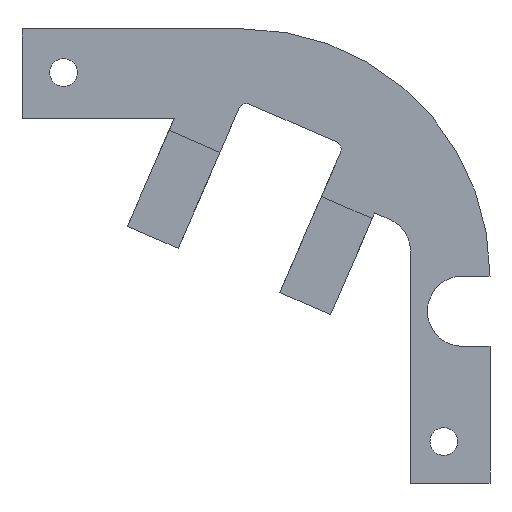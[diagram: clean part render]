
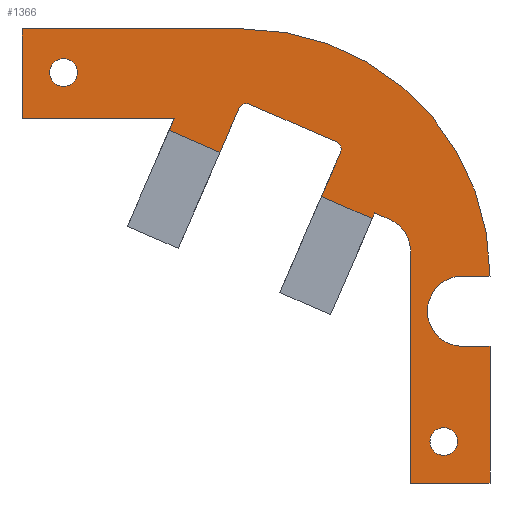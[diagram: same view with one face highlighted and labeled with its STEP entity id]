
A CAD part, front view. The second image highlights one B-rep face of the part: STEP entity #1366.
In plain terms, the highlighted planar face has unit normal (0, -1, 0).
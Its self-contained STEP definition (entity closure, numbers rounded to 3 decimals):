
#15=FACE_BOUND('',#159,.T.);
#16=FACE_BOUND('',#160,.T.);
#23=PLANE('',#1464);
#84=FACE_OUTER_BOUND('',#158,.T.);
#158=EDGE_LOOP('',(#959,#960,#961,#962,#963,#964,#965,#966,#967,#968,#969,
#970,#971,#972,#973,#974,#975,#976,#977,#978,#979,#980,#981,#982,#983,#984));
#159=EDGE_LOOP('',(#985));
#160=EDGE_LOOP('',(#986));
#241=LINE('',#1984,#407);
#242=LINE('',#1988,#408);
#243=LINE('',#1992,#409);
#244=LINE('',#1994,#410);
#245=LINE('',#1996,#411);
#246=LINE('',#1998,#412);
#247=LINE('',#2000,#413);
#248=LINE('',#2002,#414);
#249=LINE('',#2006,#415);
#250=LINE('',#2008,#416);
#251=LINE('',#2010,#417);
#252=LINE('',#2012,#418);
#253=LINE('',#2014,#419);
#254=LINE('',#2018,#420);
#255=LINE('',#2020,#421);
#256=LINE('',#2024,#422);
#257=LINE('',#2026,#423);
#258=LINE('',#2028,#424);
#259=LINE('',#2030,#425);
#260=LINE('',#2032,#426);
#261=LINE('',#2033,#427);
#407=VECTOR('',#1599,1000.);
#408=VECTOR('',#1602,1000.);
#409=VECTOR('',#1605,1000.);
#410=VECTOR('',#1606,1000.);
#411=VECTOR('',#1607,1000.);
#412=VECTOR('',#1608,1000.);
#413=VECTOR('',#1609,1000.);
#414=VECTOR('',#1610,1000.);
#415=VECTOR('',#1613,1000.);
#416=VECTOR('',#1614,1000.);
#417=VECTOR('',#1615,1000.);
#418=VECTOR('',#1616,1000.);
#419=VECTOR('',#1617,1000.);
#420=VECTOR('',#1620,1000.);
#421=VECTOR('',#1621,1000.);
#422=VECTOR('',#1624,1000.);
#423=VECTOR('',#1625,1000.);
#424=VECTOR('',#1626,1000.);
#425=VECTOR('',#1627,1000.);
#426=VECTOR('',#1628,1000.);
#427=VECTOR('',#1629,1000.);
#573=CIRCLE('',#1459,1.);
#575=CIRCLE('',#1462,1.);
#577=CIRCLE('',#1465,0.6);
#578=CIRCLE('',#1466,0.6);
#579=CIRCLE('',#1467,2.5);
#580=CIRCLE('',#1468,2.533);
#581=CIRCLE('',#1469,17.801);
#611=VERTEX_POINT('',#1970);
#613=VERTEX_POINT('',#1976);
#615=VERTEX_POINT('',#1982);
#616=VERTEX_POINT('',#1983);
#617=VERTEX_POINT('',#1985);
#618=VERTEX_POINT('',#1987);
#619=VERTEX_POINT('',#1989);
#620=VERTEX_POINT('',#1991);
#621=VERTEX_POINT('',#1993);
#622=VERTEX_POINT('',#1995);
#623=VERTEX_POINT('',#1997);
#624=VERTEX_POINT('',#1999);
#625=VERTEX_POINT('',#2001);
#626=VERTEX_POINT('',#2003);
#627=VERTEX_POINT('',#2005);
#628=VERTEX_POINT('',#2007);
#629=VERTEX_POINT('',#2009);
#630=VERTEX_POINT('',#2011);
#631=VERTEX_POINT('',#2013);
#632=VERTEX_POINT('',#2015);
#633=VERTEX_POINT('',#2017);
#634=VERTEX_POINT('',#2019);
#635=VERTEX_POINT('',#2021);
#636=VERTEX_POINT('',#2023);
#637=VERTEX_POINT('',#2025);
#638=VERTEX_POINT('',#2027);
#639=VERTEX_POINT('',#2029);
#640=VERTEX_POINT('',#2031);
#747=EDGE_CURVE('',#611,#611,#573,.T.);
#750=EDGE_CURVE('',#613,#613,#575,.T.);
#753=EDGE_CURVE('',#615,#616,#241,.T.);
#754=EDGE_CURVE('',#617,#615,#577,.T.);
#755=EDGE_CURVE('',#618,#617,#242,.T.);
#756=EDGE_CURVE('',#619,#618,#578,.T.);
#757=EDGE_CURVE('',#620,#619,#243,.T.);
#758=EDGE_CURVE('',#620,#621,#244,.T.);
#759=EDGE_CURVE('',#622,#621,#245,.T.);
#760=EDGE_CURVE('',#623,#622,#246,.T.);
#761=EDGE_CURVE('',#624,#623,#247,.T.);
#762=EDGE_CURVE('',#625,#624,#248,.T.);
#763=EDGE_CURVE('',#626,#625,#579,.T.);
#764=EDGE_CURVE('',#627,#626,#249,.T.);
#765=EDGE_CURVE('',#628,#627,#250,.T.);
#766=EDGE_CURVE('',#629,#628,#251,.T.);
#767=EDGE_CURVE('',#629,#630,#252,.T.);
#768=EDGE_CURVE('',#631,#630,#253,.T.);
#769=EDGE_CURVE('',#632,#631,#580,.T.);
#770=EDGE_CURVE('',#633,#632,#254,.T.);
#771=EDGE_CURVE('',#633,#634,#255,.T.);
#772=EDGE_CURVE('',#634,#635,#581,.T.);
#773=EDGE_CURVE('',#635,#636,#256,.T.);
#774=EDGE_CURVE('',#636,#637,#257,.T.);
#775=EDGE_CURVE('',#638,#637,#258,.T.);
#776=EDGE_CURVE('',#639,#638,#259,.T.);
#777=EDGE_CURVE('',#640,#639,#260,.T.);
#778=EDGE_CURVE('',#640,#616,#261,.T.);
#959=ORIENTED_EDGE('',*,*,#753,.F.);
#960=ORIENTED_EDGE('',*,*,#754,.F.);
#961=ORIENTED_EDGE('',*,*,#755,.F.);
#962=ORIENTED_EDGE('',*,*,#756,.F.);
#963=ORIENTED_EDGE('',*,*,#757,.F.);
#964=ORIENTED_EDGE('',*,*,#758,.T.);
#965=ORIENTED_EDGE('',*,*,#759,.F.);
#966=ORIENTED_EDGE('',*,*,#760,.F.);
#967=ORIENTED_EDGE('',*,*,#761,.F.);
#968=ORIENTED_EDGE('',*,*,#762,.F.);
#969=ORIENTED_EDGE('',*,*,#763,.F.);
#970=ORIENTED_EDGE('',*,*,#764,.F.);
#971=ORIENTED_EDGE('',*,*,#765,.F.);
#972=ORIENTED_EDGE('',*,*,#766,.F.);
#973=ORIENTED_EDGE('',*,*,#767,.T.);
#974=ORIENTED_EDGE('',*,*,#768,.F.);
#975=ORIENTED_EDGE('',*,*,#769,.F.);
#976=ORIENTED_EDGE('',*,*,#770,.F.);
#977=ORIENTED_EDGE('',*,*,#771,.T.);
#978=ORIENTED_EDGE('',*,*,#772,.T.);
#979=ORIENTED_EDGE('',*,*,#773,.T.);
#980=ORIENTED_EDGE('',*,*,#774,.T.);
#981=ORIENTED_EDGE('',*,*,#775,.F.);
#982=ORIENTED_EDGE('',*,*,#776,.F.);
#983=ORIENTED_EDGE('',*,*,#777,.F.);
#984=ORIENTED_EDGE('',*,*,#778,.T.);
#985=ORIENTED_EDGE('',*,*,#750,.F.);
#986=ORIENTED_EDGE('',*,*,#747,.F.);
#1366=ADVANCED_FACE('',(#84,#15,#16),#23,.F.);
#1459=AXIS2_PLACEMENT_3D('',#1971,#1585,#1586);
#1462=AXIS2_PLACEMENT_3D('',#1977,#1592,#1593);
#1464=AXIS2_PLACEMENT_3D('',#1981,#1597,#1598);
#1465=AXIS2_PLACEMENT_3D('',#1986,#1600,#1601);
#1466=AXIS2_PLACEMENT_3D('',#1990,#1603,#1604);
#1467=AXIS2_PLACEMENT_3D('',#2004,#1611,#1612);
#1468=AXIS2_PLACEMENT_3D('',#2016,#1618,#1619);
#1469=AXIS2_PLACEMENT_3D('',#2022,#1622,#1623);
#1585=DIRECTION('center_axis',(0.,-1.,0.));
#1586=DIRECTION('ref_axis',(0.,0.,-1.));
#1592=DIRECTION('center_axis',(0.,-1.,0.));
#1593=DIRECTION('ref_axis',(0.,0.,-1.));
#1597=DIRECTION('center_axis',(0.,1.,0.));
#1598=DIRECTION('ref_axis',(0.,0.,-1.));
#1599=DIRECTION('',(-0.399,0.,-0.917));
#1600=DIRECTION('center_axis',(0.,-1.,0.));
#1601=DIRECTION('ref_axis',(0.,0.,-1.));
#1602=DIRECTION('',(-0.917,0.,0.399));
#1603=DIRECTION('center_axis',(0.,-1.,0.));
#1604=DIRECTION('ref_axis',(0.,0.,-1.));
#1605=DIRECTION('',(0.399,0.,0.917));
#1606=DIRECTION('',(0.917,0.,-0.399));
#1607=DIRECTION('',(-0.917,0.,0.399));
#1608=DIRECTION('',(-0.399,0.,-0.917));
#1609=DIRECTION('',(-0.913,0.,0.409));
#1610=DIRECTION('',(-0.91,0.,0.414));
#1611=DIRECTION('center_axis',(0.,-1.,0.));
#1612=DIRECTION('ref_axis',(0.,0.,-1.));
#1613=DIRECTION('',(-0.044,0.,0.999));
#1614=DIRECTION('',(0.,0.,1.));
#1615=DIRECTION('',(-1.,0.,0.));
#1616=DIRECTION('',(0.,0.,1.));
#1617=DIRECTION('',(1.,0.,0.));
#1618=DIRECTION('center_axis',(0.,-1.,0.));
#1619=DIRECTION('ref_axis',(0.,0.,-1.));
#1620=DIRECTION('',(-1.,0.,0.));
#1621=DIRECTION('',(0.,0.,1.));
#1622=DIRECTION('center_axis',(0.,-1.,0.));
#1623=DIRECTION('ref_axis',(0.,0.,-1.));
#1624=DIRECTION('',(-1.,0.,0.));
#1625=DIRECTION('',(0.,0.,-1.));
#1626=DIRECTION('',(-1.,0.,0.));
#1627=DIRECTION('',(0.399,0.,0.917));
#1628=DIRECTION('',(-0.917,0.,0.399));
#1629=DIRECTION('',(0.917,0.,-0.399));
#1970=CARTESIAN_POINT('',(-13.,-1.5,15.654));
#1971=CARTESIAN_POINT('Origin',(-13.,-1.5,14.654));
#1976=CARTESIAN_POINT('',(14.463,-1.5,-10.999));
#1977=CARTESIAN_POINT('Origin',(14.463,-1.5,-11.999));
#1981=CARTESIAN_POINT('Origin',(0.,-1.5,0.));
#1982=CARTESIAN_POINT('',(-0.333,-1.5,12.044));
#1983=CARTESIAN_POINT('',(-1.707,-1.5,8.885));
#1984=CARTESIAN_POINT('',(-0.333,-1.5,12.044));
#1985=CARTESIAN_POINT('',(0.457,-1.5,12.355));
#1986=CARTESIAN_POINT('Origin',(0.217,-1.5,11.805));
#1987=CARTESIAN_POINT('',(6.693,-1.5,9.644));
#1988=CARTESIAN_POINT('',(6.693,-1.5,9.644));
#1989=CARTESIAN_POINT('',(7.004,-1.5,8.854));
#1990=CARTESIAN_POINT('Origin',(6.453,-1.5,9.094));
#1991=CARTESIAN_POINT('',(5.63,-1.5,5.695));
#1992=CARTESIAN_POINT('',(2.615,-1.5,-1.238));
#1993=CARTESIAN_POINT('',(7.464,-1.5,4.897));
#1994=CARTESIAN_POINT('',(5.997,-1.5,5.535));
#1995=CARTESIAN_POINT('',(9.298,-1.5,4.1));
#1996=CARTESIAN_POINT('',(-5.375,-1.5,10.48));
#1997=CARTESIAN_POINT('',(9.481,-1.5,4.521));
#1998=CARTESIAN_POINT('',(9.298,-1.5,4.1));
#1999=CARTESIAN_POINT('',(10.585,-1.5,4.026));
#2000=CARTESIAN_POINT('',(3.272,-1.5,7.303));
#2001=CARTESIAN_POINT('',(10.619,-1.5,4.01));
#2002=CARTESIAN_POINT('',(3.336,-1.5,7.327));
#2003=CARTESIAN_POINT('',(12.054,-1.5,1.951));
#2004=CARTESIAN_POINT('Origin',(9.563,-1.5,1.745));
#2005=CARTESIAN_POINT('',(12.063,-1.5,1.755));
#2006=CARTESIAN_POINT('',(12.116,-1.5,0.528));
#2007=CARTESIAN_POINT('',(12.063,-1.5,-14.999));
#2008=CARTESIAN_POINT('',(12.063,-1.5,0.));
#2009=CARTESIAN_POINT('',(17.801,-1.5,-14.999));
#2010=CARTESIAN_POINT('',(16.863,-1.5,-14.999));
#2011=CARTESIAN_POINT('',(17.801,-1.5,-5.119));
#2012=CARTESIAN_POINT('',(17.801,-1.5,0.));
#2013=CARTESIAN_POINT('',(15.813,-1.5,-5.119));
#2014=CARTESIAN_POINT('',(15.813,-1.5,-5.119));
#2015=CARTESIAN_POINT('',(15.813,-1.5,-0.054));
#2016=CARTESIAN_POINT('Origin',(15.813,-1.5,-2.587));
#2017=CARTESIAN_POINT('',(17.801,-1.5,-0.054));
#2018=CARTESIAN_POINT('',(0.,-1.5,-0.054));
#2019=CARTESIAN_POINT('',(17.801,-1.5,0.001));
#2020=CARTESIAN_POINT('',(17.801,-1.5,0.));
#2021=CARTESIAN_POINT('',(0.,-1.5,17.801));
#2022=CARTESIAN_POINT('Origin',(0.,-1.5,0.));
#2023=CARTESIAN_POINT('',(-16.,-1.5,17.801));
#2024=CARTESIAN_POINT('',(0.,-1.5,17.801));
#2025=CARTESIAN_POINT('',(-16.,-1.5,11.307));
#2026=CARTESIAN_POINT('',(-16.,-1.5,0.));
#2027=CARTESIAN_POINT('',(-5.015,-1.5,11.307));
#2028=CARTESIAN_POINT('',(0.,-1.5,11.307));
#2029=CARTESIAN_POINT('',(-5.375,-1.5,10.48));
#2030=CARTESIAN_POINT('',(-4.179,-1.5,13.231));
#2031=CARTESIAN_POINT('',(-3.541,-1.5,9.682));
#2032=CARTESIAN_POINT('',(-5.375,-1.5,10.48));
#2033=CARTESIAN_POINT('',(-3.678,-1.5,9.742));
